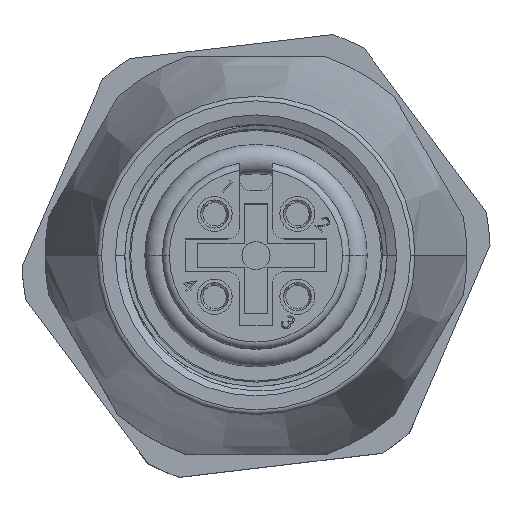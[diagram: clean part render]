
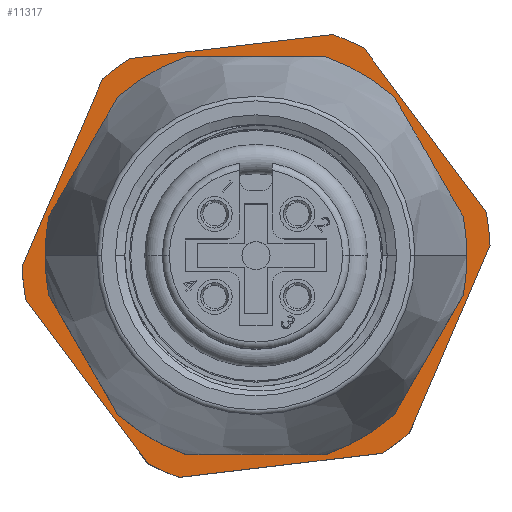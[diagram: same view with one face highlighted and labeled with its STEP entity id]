
A CAD part, top view. The second image highlights one B-rep face of the part: STEP entity #11317.
In plain terms, the highlighted planar face has unit normal (0, 0, 1).
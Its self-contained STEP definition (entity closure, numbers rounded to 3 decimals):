
#1085 = CARTESIAN_POINT ( 'NONE',  ( 0., 0., 2.8 ) ) ;
#1089 = PLANE ( 'NONE',  #7843 ) ;
#1093 = DIRECTION ( 'NONE',  ( 0., 0., 1. ) ) ;
#1094 = DIRECTION ( 'NONE',  ( 1., 0., 0. ) ) ;
#2493 = FACE_BOUND ( 'NONE', #14070, .T. ) ;
#2503 = FACE_OUTER_BOUND ( 'NONE', #14047, .T. ) ;
#2568 = CARTESIAN_POINT ( 'NONE',  ( 4.359, 9., 2.8 ) ) ;
#2569 = CARTESIAN_POINT ( 'NONE',  ( 5.615, -8.275, 2.8 ) ) ;
#2570 = CARTESIAN_POINT ( 'NONE',  ( 5.615, 8.275, 2.8 ) ) ;
#2571 = CARTESIAN_POINT ( 'NONE',  ( 4.359, -9., 2.8 ) ) ;
#2575 = CARTESIAN_POINT ( 'NONE',  ( 9.974, -0.725, 2.8 ) ) ;
#2577 = CARTESIAN_POINT ( 'NONE',  ( 9.974, 0.725, 2.8 ) ) ;
#2580 = CARTESIAN_POINT ( 'NONE',  ( -4.359, -9., 2.8 ) ) ;
#2581 = CARTESIAN_POINT ( 'NONE',  ( -5.615, 8.275, 2.8 ) ) ;
#2582 = CARTESIAN_POINT ( 'NONE',  ( -5.615, -8.275, 2.8 ) ) ;
#2586 = CARTESIAN_POINT ( 'NONE',  ( -4.359, 9., 2.8 ) ) ;
#2588 = CARTESIAN_POINT ( 'NONE',  ( 7.6, 0., 2.8 ) ) ;
#2589 = CARTESIAN_POINT ( 'NONE',  ( -7.6, 0., 2.8 ) ) ;
#2590 = CARTESIAN_POINT ( 'NONE',  ( -9.974, -0.725, 2.8 ) ) ;
#2591 = CARTESIAN_POINT ( 'NONE',  ( -10., 0., 2.8 ) ) ;
#2592 = CARTESIAN_POINT ( 'NONE',  ( -9.974, 0.725, 2.8 ) ) ;
#6253 = ORIENTED_EDGE ( 'NONE', *, *, #10928, .F. ) ;
#6254 = ORIENTED_EDGE ( 'NONE', *, *, #10899, .F. ) ;
#6255 = ORIENTED_EDGE ( 'NONE', *, *, #10905, .T. ) ;
#6256 = ORIENTED_EDGE ( 'NONE', *, *, #10901, .T. ) ;
#6257 = ORIENTED_EDGE ( 'NONE', *, *, #10929, .T. ) ;
#6260 = ORIENTED_EDGE ( 'NONE', *, *, #10911, .T. ) ;
#6261 = ORIENTED_EDGE ( 'NONE', *, *, #10930, .T. ) ;
#6263 = ORIENTED_EDGE ( 'NONE', *, *, #10925, .T. ) ;
#6267 = ORIENTED_EDGE ( 'NONE', *, *, #10931, .T. ) ;
#6269 = ORIENTED_EDGE ( 'NONE', *, *, #10917, .T. ) ;
#6272 = ORIENTED_EDGE ( 'NONE', *, *, #10932, .T. ) ;
#6274 = ORIENTED_EDGE ( 'NONE', *, *, #10923, .T. ) ;
#6282 = ORIENTED_EDGE ( 'NONE', *, *, #10933, .T. ) ;
#6283 = ORIENTED_EDGE ( 'NONE', *, *, #10913, .T. ) ;
#6286 = ORIENTED_EDGE ( 'NONE', *, *, #10934, .T. ) ;
#7647 = CIRCLE ( 'NONE', #10376, 10. ) ;
#7657 = VECTOR ( 'NONE', #13721, 1000. ) ;
#7661 = VECTOR ( 'NONE', #13719, 1000. ) ;
#7663 = LINE ( 'NONE', #13720, #7657 ) ;
#7665 = VECTOR ( 'NONE', #13717, 1000. ) ;
#7668 = LINE ( 'NONE', #13718, #7661 ) ;
#7671 = VECTOR ( 'NONE', #13715, 1000. ) ;
#7673 = LINE ( 'NONE', #13716, #7665 ) ;
#7675 = VECTOR ( 'NONE', #13713, 1000. ) ;
#7677 = LINE ( 'NONE', #13714, #7671 ) ;
#7678 = VECTOR ( 'NONE', #13702, 1000. ) ;
#7679 = LINE ( 'NONE', #13712, #7675 ) ;
#7680 = LINE ( 'NONE', #13703, #7678 ) ;
#7693 = CIRCLE ( 'NONE', #10364, 10. ) ;
#7696 = CIRCLE ( 'NONE', #10367, 10. ) ;
#7697 = CIRCLE ( 'NONE', #10359, 7.6 ) ;
#7706 = CIRCLE ( 'NONE', #10372, 10. ) ;
#7712 = CIRCLE ( 'NONE', #10374, 10. ) ;
#7843 = AXIS2_PLACEMENT_3D ( 'NONE', #1085, #1093, #1094 ) ;
#8814 = CIRCLE ( 'NONE', #10381, 10. ) ;
#8934 = CIRCLE ( 'NONE', #10384, 10. ) ;
#8941 = CIRCLE ( 'NONE', #10385, 7.6 ) ;
#10359 = AXIS2_PLACEMENT_3D ( 'NONE', #13709, #13710, #13711 ) ;
#10364 = AXIS2_PLACEMENT_3D ( 'NONE', #13699, #13700, #13701 ) ;
#10367 = AXIS2_PLACEMENT_3D ( 'NONE', #13696, #13697, #13698 ) ;
#10372 = AXIS2_PLACEMENT_3D ( 'NONE', #13679, #13680, #13681 ) ;
#10374 = AXIS2_PLACEMENT_3D ( 'NONE', #13669, #13670, #13671 ) ;
#10376 = AXIS2_PLACEMENT_3D ( 'NONE', #13666, #13667, #13668 ) ;
#10381 = AXIS2_PLACEMENT_3D ( 'NONE', #13649, #13650, #13651 ) ;
#10384 = AXIS2_PLACEMENT_3D ( 'NONE', #13640, #13641, #13642 ) ;
#10385 = AXIS2_PLACEMENT_3D ( 'NONE', #13634, #13635, #13636 ) ;
#10899 = EDGE_CURVE ( 'NONE', #12221, #12220, #8941, .T. ) ;
#10901 = EDGE_CURVE ( 'NONE', #12223, #12222, #8934, .T. ) ;
#10905 = EDGE_CURVE ( 'NONE', #12224, #12223, #8814, .T. ) ;
#10911 = EDGE_CURVE ( 'NONE', #12214, #12212, #7647, .T. ) ;
#10913 = EDGE_CURVE ( 'NONE', #12218, #12213, #7712, .T. ) ;
#10917 = EDGE_CURVE ( 'NONE', #12207, #12209, #7706, .T. ) ;
#10923 = EDGE_CURVE ( 'NONE', #12202, #12200, #7696, .T. ) ;
#10925 = EDGE_CURVE ( 'NONE', #12203, #12201, #7693, .T. ) ;
#10928 = EDGE_CURVE ( 'NONE', #12220, #12221, #7697, .T. ) ;
#10929 = EDGE_CURVE ( 'NONE', #12222, #12214, #7680, .T. ) ;
#10930 = EDGE_CURVE ( 'NONE', #12212, #12203, #7679, .T. ) ;
#10931 = EDGE_CURVE ( 'NONE', #12201, #12207, #7677, .T. ) ;
#10932 = EDGE_CURVE ( 'NONE', #12209, #12202, #7673, .T. ) ;
#10933 = EDGE_CURVE ( 'NONE', #12200, #12218, #7668, .T. ) ;
#10934 = EDGE_CURVE ( 'NONE', #12213, #12224, #7663, .T. ) ;
#11317 = ADVANCED_FACE ( 'NONE', ( #2493, #2503 ), #1089, .T. ) ;
#12200 = VERTEX_POINT ( 'NONE', #2568 ) ;
#12201 = VERTEX_POINT ( 'NONE', #2569 ) ;
#12202 = VERTEX_POINT ( 'NONE', #2570 ) ;
#12203 = VERTEX_POINT ( 'NONE', #2571 ) ;
#12207 = VERTEX_POINT ( 'NONE', #2575 ) ;
#12209 = VERTEX_POINT ( 'NONE', #2577 ) ;
#12212 = VERTEX_POINT ( 'NONE', #2580 ) ;
#12213 = VERTEX_POINT ( 'NONE', #2581 ) ;
#12214 = VERTEX_POINT ( 'NONE', #2582 ) ;
#12218 = VERTEX_POINT ( 'NONE', #2586 ) ;
#12220 = VERTEX_POINT ( 'NONE', #2588 ) ;
#12221 = VERTEX_POINT ( 'NONE', #2589 ) ;
#12222 = VERTEX_POINT ( 'NONE', #2590 ) ;
#12223 = VERTEX_POINT ( 'NONE', #2591 ) ;
#12224 = VERTEX_POINT ( 'NONE', #2592 ) ;
#13634 = CARTESIAN_POINT ( 'NONE',  ( 0., 0., 2.8 ) ) ;
#13635 = DIRECTION ( 'NONE',  ( 0., 0., 1. ) ) ;
#13636 = DIRECTION ( 'NONE',  ( 1., 0., 0. ) ) ;
#13640 = CARTESIAN_POINT ( 'NONE',  ( 0., 0., 2.8 ) ) ;
#13641 = DIRECTION ( 'NONE',  ( 0., 0., 1. ) ) ;
#13642 = DIRECTION ( 'NONE',  ( 1., 0., 0. ) ) ;
#13649 = CARTESIAN_POINT ( 'NONE',  ( 0., 0., 2.8 ) ) ;
#13650 = DIRECTION ( 'NONE',  ( 0., 0., 1. ) ) ;
#13651 = DIRECTION ( 'NONE',  ( 1., 0., 0. ) ) ;
#13666 = CARTESIAN_POINT ( 'NONE',  ( 0., 0., 2.8 ) ) ;
#13667 = DIRECTION ( 'NONE',  ( 0., 0., 1. ) ) ;
#13668 = DIRECTION ( 'NONE',  ( 1., 0., 0. ) ) ;
#13669 = CARTESIAN_POINT ( 'NONE',  ( 0., 0., 2.8 ) ) ;
#13670 = DIRECTION ( 'NONE',  ( 0., 0., 1. ) ) ;
#13671 = DIRECTION ( 'NONE',  ( 1., 0., 0. ) ) ;
#13679 = CARTESIAN_POINT ( 'NONE',  ( 0., 0., 2.8 ) ) ;
#13680 = DIRECTION ( 'NONE',  ( 0., 0., 1. ) ) ;
#13681 = DIRECTION ( 'NONE',  ( 1., 0., 0. ) ) ;
#13696 = CARTESIAN_POINT ( 'NONE',  ( 0., 0., 2.8 ) ) ;
#13697 = DIRECTION ( 'NONE',  ( 0., 0., 1. ) ) ;
#13698 = DIRECTION ( 'NONE',  ( 1., 0., 0. ) ) ;
#13699 = CARTESIAN_POINT ( 'NONE',  ( 0., 0., 2.8 ) ) ;
#13700 = DIRECTION ( 'NONE',  ( 0., 0., 1. ) ) ;
#13701 = DIRECTION ( 'NONE',  ( 1., 0., 0. ) ) ;
#13702 = DIRECTION ( 'NONE',  ( 0.5, -0.866, 0. ) ) ;
#13703 = CARTESIAN_POINT ( 'NONE',  ( -16.835, 11.16, 2.8 ) ) ;
#13709 = CARTESIAN_POINT ( 'NONE',  ( 0., 0., 2.8 ) ) ;
#13710 = DIRECTION ( 'NONE',  ( 0., 0., 1. ) ) ;
#13711 = DIRECTION ( 'NONE',  ( 1., 0., 0. ) ) ;
#13712 = CARTESIAN_POINT ( 'NONE',  ( -18.082, -9., 2.8 ) ) ;
#13713 = DIRECTION ( 'NONE',  ( 1., 0., 0. ) ) ;
#13714 = CARTESIAN_POINT ( 'NONE',  ( 16.835, 11.16, 2.8 ) ) ;
#13715 = DIRECTION ( 'NONE',  ( 0.5, 0.866, 0. ) ) ;
#13716 = CARTESIAN_POINT ( 'NONE',  ( -1.247, 20.16, 2.8 ) ) ;
#13717 = DIRECTION ( 'NONE',  ( -0.5, 0.866, 0. ) ) ;
#13718 = CARTESIAN_POINT ( 'NONE',  ( -18.082, 9., 2.8 ) ) ;
#13719 = DIRECTION ( 'NONE',  ( -1., 0., 0. ) ) ;
#13720 = CARTESIAN_POINT ( 'NONE',  ( 1.247, 20.16, 2.8 ) ) ;
#13721 = DIRECTION ( 'NONE',  ( -0.5, -0.866, 0. ) ) ;
#14047 = EDGE_LOOP ( 'NONE', ( #6255, #6256, #6257, #6260, #6261, #6263, #6267, #6269, #6272, #6274, #6282, #6283, #6286 ) ) ;
#14070 = EDGE_LOOP ( 'NONE', ( #6253, #6254 ) ) ;
